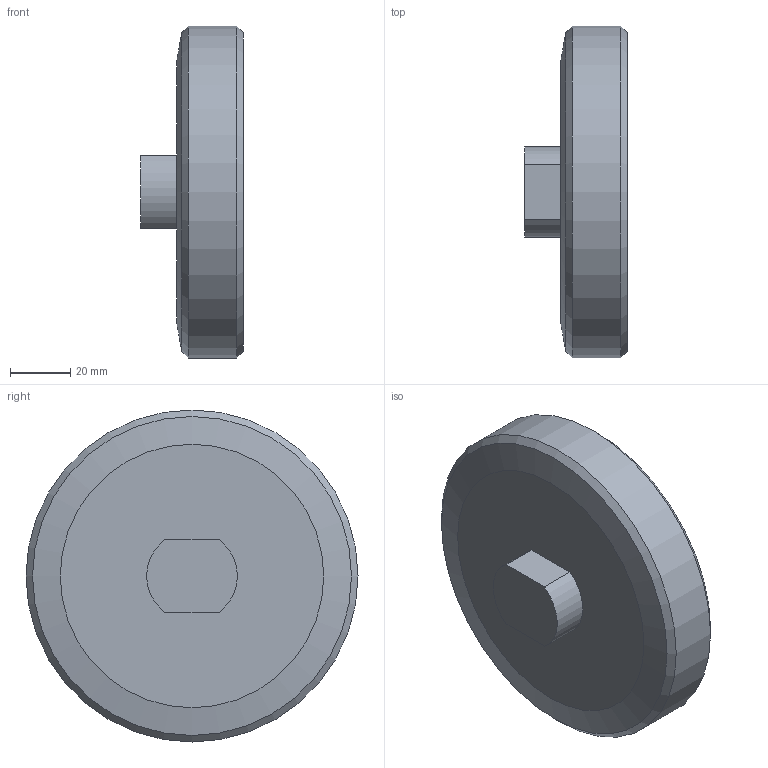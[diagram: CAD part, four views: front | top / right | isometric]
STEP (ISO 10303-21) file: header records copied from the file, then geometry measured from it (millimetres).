
FILE_DESCRIPTION(/* description */ ('Závitové hrdlo ZH zaslepovací - dle DIN'),/* implementation_level */ '2;1');
FILE_NAME(/* name */ '20200080000.stp',/* time_stamp */ '2016-01-11T08:58:18+01:00',/* author */ ('Struska'),/* organization */ ('Bupospol'),/* preprocessor_version */ 'ST-DEVELOPER v15.6',/* originating_system */ 'Autodesk Inventor 2015',/* authorisation */ '');
FILE_SCHEMA (('CONFIG_CONTROL_DESIGN'));
Length unit declared in the file: millimetre
Products named in the file (1): 20200080000
Bounding box: 34 x 110 x 110 mm (x, y, z)
Volume: 147669 mm3; surface area: 30154.1 mm2
Topology: 1 solids, 1 shells, 16 faces, 29 edges, 18 vertices
Faces by surface type: plane 7, cylinder 5, cone 4
Full cylindrical faces by diameter (mm): 85 x1, 94.8 x1, 110 x1
Entity records: 400 total; most frequent: DIRECTION 70, CARTESIAN_POINT 57, ORIENTED_EDGE 44, AXIS2_PLACEMENT_3D 31, EDGE_LOOP 26, EDGE_CURVE 22, VERTEX_POINT 18, STYLED_ITEM 17
